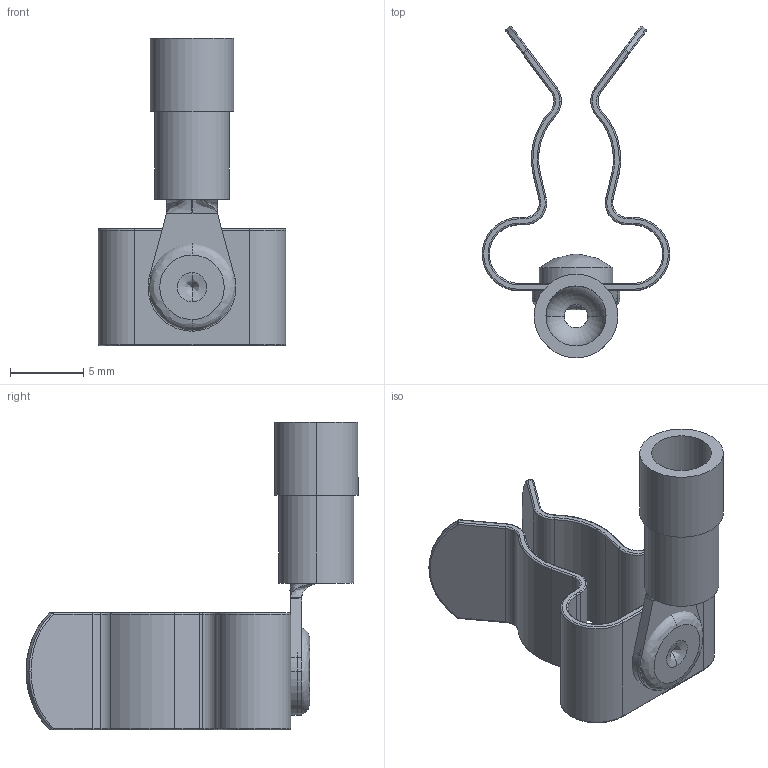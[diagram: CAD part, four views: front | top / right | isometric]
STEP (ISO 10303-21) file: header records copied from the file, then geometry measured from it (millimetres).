
FILE_DESCRIPTION (( 'STEP AP214' ), '1' );
FILE_NAME ('1016-003.STEP', '2023-12-08T08:38:53', ( '' ), ( '' ), 'SwSTEP 2.0', 'SolidWorks 2022', '' );
FILE_SCHEMA (( 'AUTOMOTIVE_DESIGN' ));
Length unit declared in the file: millimetre
Products named in the file (1): 1016-003
Bounding box: 12.8 x 22.66 x 21 mm (x, y, z)
Volume: 457.6 mm3; surface area: 1531.3 mm2
Topology: 4 solids, 4 shells, 291 faces, 692 edges, 418 vertices
Faces by surface type: cylinder 110, plane 71, torus 56, bspline 38, sphere 11, cone 5
Entity records: 10140 total; most frequent: CARTESIAN_POINT 3409, DIRECTION 1437, ORIENTED_EDGE 1368, EDGE_CURVE 684, AXIS2_PLACEMENT_3D 583, VERTEX_POINT 418, CIRCLE 329, EDGE_LOOP 316
